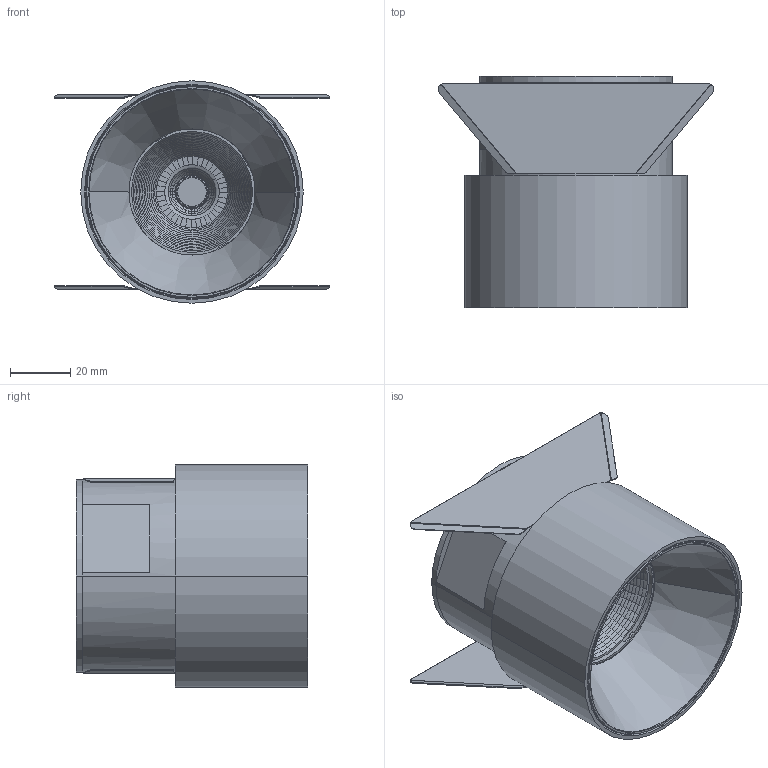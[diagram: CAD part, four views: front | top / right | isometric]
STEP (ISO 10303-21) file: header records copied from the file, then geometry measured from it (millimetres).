
FILE_DESCRIPTION((''),'2;1');
FILE_NAME('220-0571_RED_ASM','2018-07-30T',('manuel.reismann'),(''),'CREO PARAMETRIC BY PTC INC, 2017020','CREO PARAMETRIC BY PTC INC, 2017020','');
FILE_SCHEMA(('CONFIG_CONTROL_DESIGN'));
Length unit declared in the file: millimetre
Products named in the file (8): E29-1701F1_RED; E04-1437_RED; E29-2834F2_RED; E29-1770-02_RED; BRIDGELUX-V10_2700K; C05-0038B-27K_RED_ASM; SHINLAND44-R1; 220-0571_RED_ASM
Assembly tree (8 placements, depth 3):
  220-0571_RED_ASM
    E29-1701F1_RED
    E04-1437_RED  x2
    E29-2834F2_RED
    C05-0038B-27K_RED_ASM
      E29-1770-02_RED
      BRIDGELUX-V10_2700K
    SHINLAND44-R1
Bounding box: 91.68 x 77 x 74 mm (x, y, z)
Volume: 120573.9 mm3; surface area: 81929.6 mm2
Topology: 12 solids, 29 shells, 1153 faces, 2621 edges, 1509 vertices
Faces by surface type: bspline 774, cylinder 161, plane 155, cone 34, torus 25, revolution 4
Entity records: 115057 total; most frequent: CARTESIAN_POINT 87383, ORIENTED_EDGE 5044, EDGE_CURVE 2565, PRESENTATION_STYLE_ASSIGNMENT 2358, STYLED_ITEM 2356, CURVE_STYLE 2200, DIRECTION 2038, B_SPLINE_CURVE_WITH_KNOTS 1725
